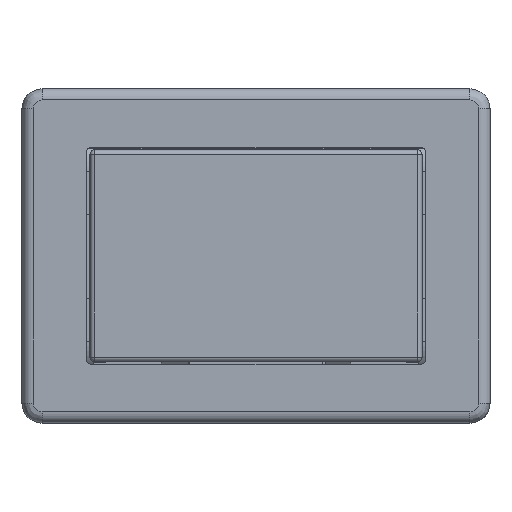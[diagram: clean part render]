
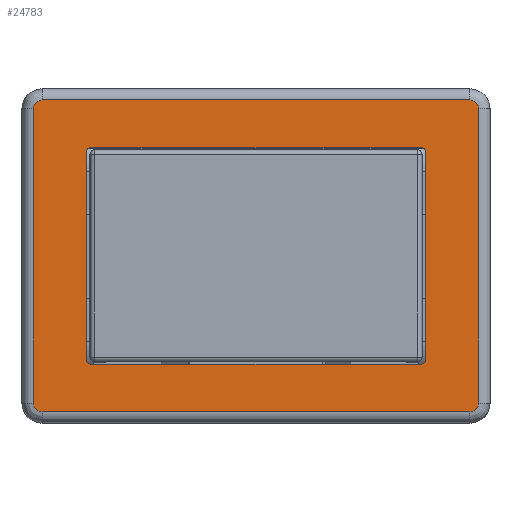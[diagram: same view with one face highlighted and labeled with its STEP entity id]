
A CAD part, top view. The second image highlights one B-rep face of the part: STEP entity #24783.
In plain terms, the highlighted planar face has unit normal (0, 0, 1).
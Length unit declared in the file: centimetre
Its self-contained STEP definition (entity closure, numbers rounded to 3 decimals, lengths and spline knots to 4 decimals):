
#451=FACE_BOUND('',#4029,.T.);
#1109=CIRCLE('',#24870,0.02);
#1137=CIRCLE('',#24953,0.02);
#1246=CIRCLE('',#25407,0.02);
#1247=CIRCLE('',#25409,0.02);
#1295=CIRCLE('',#25947,0.04);
#1299=CIRCLE('',#25951,0.04);
#1303=CIRCLE('',#25957,0.04);
#1307=CIRCLE('',#25961,0.04);
#2656=FACE_OUTER_BOUND('',#4028,.T.);
#4028=EDGE_LOOP('',(#22532,#22533,#22534,#22535,#22536,#22537,#22538,#22539));
#4029=EDGE_LOOP('',(#22540,#22541,#22542,#22543,#22544,#22545,#22546,#22547));
#4252=LINE('',#31514,#6987);
#4258=LINE('',#31529,#6993);
#4408=LINE('',#31907,#7143);
#4417=LINE('',#31925,#7152);
#6742=LINE('',#42506,#9477);
#6744=LINE('',#42542,#9479);
#6747=LINE('',#42549,#9482);
#6749=LINE('',#42580,#9484);
#6987=VECTOR('',#26280,1.);
#6993=VECTOR('',#26294,1.);
#7143=VECTOR('',#26604,1.);
#7152=VECTOR('',#26619,1.);
#9477=VECTOR('',#30924,1.);
#9479=VECTOR('',#30944,1.);
#9482=VECTOR('',#30951,1.);
#9484=VECTOR('',#30967,1.);
#9706=VERTEX_POINT('',#31511);
#9707=VERTEX_POINT('',#31513);
#9711=VERTEX_POINT('',#31523);
#9712=VERTEX_POINT('',#31527);
#9837=VERTEX_POINT('',#31904);
#9838=VERTEX_POINT('',#31906);
#9839=VERTEX_POINT('',#31910);
#9844=VERTEX_POINT('',#31923);
#11863=VERTEX_POINT('',#42503);
#11864=VERTEX_POINT('',#42505);
#11867=VERTEX_POINT('',#42520);
#11868=VERTEX_POINT('',#42533);
#11871=VERTEX_POINT('',#42540);
#11872=VERTEX_POINT('',#42545);
#11875=VERTEX_POINT('',#42560);
#11876=VERTEX_POINT('',#42573);
#12098=EDGE_CURVE('',#9707,#9706,#4252,.T.);
#12104=EDGE_CURVE('',#9711,#9706,#1109,.T.);
#12106=EDGE_CURVE('',#9711,#9712,#4258,.T.);
#12286=EDGE_CURVE('',#9838,#9837,#4408,.T.);
#12289=EDGE_CURVE('',#9839,#9837,#1137,.T.);
#12296=EDGE_CURVE('',#9839,#9844,#4417,.T.);
#13277=EDGE_CURVE('',#9838,#9712,#1246,.T.);
#13278=EDGE_CURVE('',#9707,#9844,#1247,.T.);
#15421=EDGE_CURVE('',#11863,#11864,#6742,.T.);
#15425=EDGE_CURVE('',#11867,#11863,#1295,.T.);
#15429=EDGE_CURVE('',#11864,#11868,#1299,.T.);
#15431=EDGE_CURVE('',#11871,#11867,#6744,.T.);
#15435=EDGE_CURVE('',#11868,#11872,#6747,.T.);
#15437=EDGE_CURVE('',#11875,#11871,#1303,.T.);
#15441=EDGE_CURVE('',#11872,#11876,#1307,.T.);
#15443=EDGE_CURVE('',#11876,#11875,#6749,.T.);
#22532=ORIENTED_EDGE('',*,*,#15421,.F.);
#22533=ORIENTED_EDGE('',*,*,#15425,.F.);
#22534=ORIENTED_EDGE('',*,*,#15431,.F.);
#22535=ORIENTED_EDGE('',*,*,#15437,.F.);
#22536=ORIENTED_EDGE('',*,*,#15443,.F.);
#22537=ORIENTED_EDGE('',*,*,#15441,.F.);
#22538=ORIENTED_EDGE('',*,*,#15435,.F.);
#22539=ORIENTED_EDGE('',*,*,#15429,.F.);
#22540=ORIENTED_EDGE('',*,*,#12286,.T.);
#22541=ORIENTED_EDGE('',*,*,#12289,.F.);
#22542=ORIENTED_EDGE('',*,*,#12296,.T.);
#22543=ORIENTED_EDGE('',*,*,#13278,.F.);
#22544=ORIENTED_EDGE('',*,*,#12098,.T.);
#22545=ORIENTED_EDGE('',*,*,#12104,.F.);
#22546=ORIENTED_EDGE('',*,*,#12106,.T.);
#22547=ORIENTED_EDGE('',*,*,#13277,.F.);
#23500=PLANE('',#25967);
#24783=ADVANCED_FACE('',(#2656,#451),#23500,.T.);
#24870=AXIS2_PLACEMENT_3D('',#31525,#26289,#26290);
#24953=AXIS2_PLACEMENT_3D('',#31912,#26609,#26610);
#25407=AXIS2_PLACEMENT_3D('',#34437,#28323,#28324);
#25409=AXIS2_PLACEMENT_3D('',#34439,#28327,#28328);
#25947=AXIS2_PLACEMENT_3D('',#42522,#30930,#30931);
#25951=AXIS2_PLACEMENT_3D('',#42537,#30938,#30939);
#25957=AXIS2_PLACEMENT_3D('',#42562,#30954,#30955);
#25961=AXIS2_PLACEMENT_3D('',#42577,#30962,#30963);
#25967=AXIS2_PLACEMENT_3D('',#42590,#30981,#30982);
#26280=DIRECTION('',(0.,-1.,0.));
#26289=DIRECTION('center_axis',(0.,0.,
1.));
#26290=DIRECTION('ref_axis',(0.707,-0.707,0.));
#26294=DIRECTION('',(-1.,0.,0.));
#26604=DIRECTION('',(0.,1.,0.));
#26609=DIRECTION('center_axis',(0.,0.,
1.));
#26610=DIRECTION('ref_axis',(-0.707,0.707,0.));
#26619=DIRECTION('',(1.,0.,0.));
#28323=DIRECTION('center_axis',(0.,0.,
1.));
#28324=DIRECTION('ref_axis',(-0.707,-0.707,0.));
#28327=DIRECTION('center_axis',(0.,0.,
1.));
#28328=DIRECTION('ref_axis',(0.707,0.707,0.));
#30924=DIRECTION('',(0.,1.,0.));
#30930=DIRECTION('center_axis',(0.,0.,
-1.));
#30931=DIRECTION('ref_axis',(-0.707,-0.707,0.));
#30938=DIRECTION('center_axis',(0.,0.,
-1.));
#30939=DIRECTION('ref_axis',(-0.707,0.707,0.));
#30944=DIRECTION('',(-1.,0.,0.));
#30951=DIRECTION('',(1.,0.,0.));
#30954=DIRECTION('center_axis',(0.,0.,
-1.));
#30955=DIRECTION('ref_axis',(0.707,-0.707,0.));
#30962=DIRECTION('center_axis',(0.,0.,
-1.));
#30963=DIRECTION('ref_axis',(0.707,0.707,0.));
#30967=DIRECTION('',(0.,-1.,0.));
#30981=DIRECTION('center_axis',(0.,0.,
1.));
#30982=DIRECTION('ref_axis',(1.,0.,0.));
#31511=CARTESIAN_POINT('',(0.7625,-0.465,1.99));
#31513=CARTESIAN_POINT('',(0.7625,0.465,1.99));
#31514=CARTESIAN_POINT('',(0.7625,-0.2425,1.99));
#31523=CARTESIAN_POINT('',(0.7425,-0.485,1.99));
#31525=CARTESIAN_POINT('Origin',(0.7425,-0.465,1.99));
#31527=CARTESIAN_POINT('',(-0.7425,-0.485,1.99));
#31529=CARTESIAN_POINT('',(-0.3813,-0.485,1.99));
#31904=CARTESIAN_POINT('',(-0.7625,0.465,1.99));
#31906=CARTESIAN_POINT('',(-0.7625,-0.465,1.99));
#31907=CARTESIAN_POINT('',(-0.7625,0.2425,1.99));
#31910=CARTESIAN_POINT('',(-0.7425,0.485,1.99));
#31912=CARTESIAN_POINT('Origin',(-0.7425,0.465,1.99));
#31923=CARTESIAN_POINT('',(0.7425,0.485,1.99));
#31925=CARTESIAN_POINT('',(0.3813,0.485,1.99));
#34437=CARTESIAN_POINT('Origin',(-0.7425,-0.465,1.99));
#34439=CARTESIAN_POINT('Origin',(0.7425,0.465,1.99));
#42503=CARTESIAN_POINT('',(-1.,-0.66,1.99));
#42505=CARTESIAN_POINT('',(-1.,0.66,1.99));
#42506=CARTESIAN_POINT('',(-1.,-0.33,1.99));
#42520=CARTESIAN_POINT('',(-0.96,-0.7,1.99));
#42522=CARTESIAN_POINT('Origin',(-0.96,-0.66,1.99));
#42533=CARTESIAN_POINT('',(-0.96,0.7,1.99));
#42537=CARTESIAN_POINT('Origin',(-0.96,0.66,1.99));
#42540=CARTESIAN_POINT('',(0.96,-0.7,1.99));
#42542=CARTESIAN_POINT('',(0.48,-0.7,1.99));
#42545=CARTESIAN_POINT('',(0.96,0.7,1.99));
#42549=CARTESIAN_POINT('',(-0.48,0.7,1.99));
#42560=CARTESIAN_POINT('',(1.,-0.66,1.99));
#42562=CARTESIAN_POINT('Origin',(0.96,-0.66,1.99));
#42573=CARTESIAN_POINT('',(1.,0.66,1.99));
#42577=CARTESIAN_POINT('Origin',(0.96,0.66,1.99));
#42580=CARTESIAN_POINT('',(1.,0.33,1.99));
#42590=CARTESIAN_POINT('Origin',(0.,0.,
1.99));
